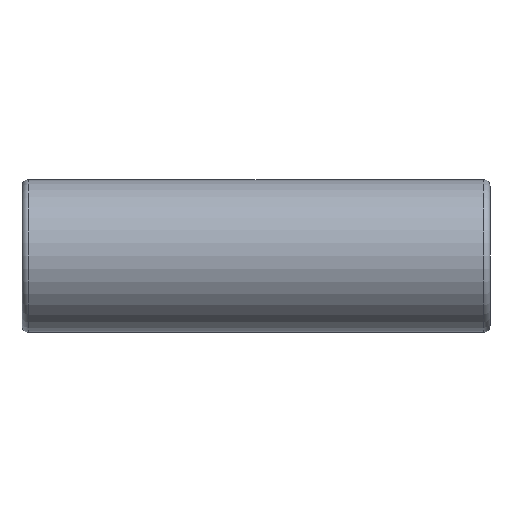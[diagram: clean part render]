
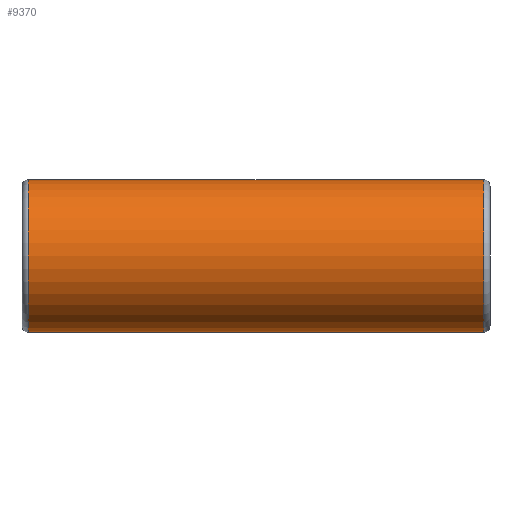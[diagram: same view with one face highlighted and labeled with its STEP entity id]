
A CAD part, front view. The second image highlights one B-rep face of the part: STEP entity #9370.
In plain terms, the highlighted cylindrical face has radius 37.973 mm (diameter 75.946 mm), a full revolution.
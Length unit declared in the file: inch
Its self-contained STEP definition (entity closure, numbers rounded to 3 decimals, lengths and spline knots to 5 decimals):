
#120=CYLINDRICAL_SURFACE('',#10017,1.495);
#339=CIRCLE('',#10018,1.495);
#340=CIRCLE('',#10019,1.495);
#341=CIRCLE('',#10020,1.495);
#342=CIRCLE('',#10021,1.495);
#343=CIRCLE('',#10022,1.495);
#344=CIRCLE('',#10023,1.495);
#384=ELLIPSE('',#10013,2.20441,1.495);
#386=ELLIPSE('',#10024,2.20441,1.495);
#433=FACE_BOUND('',#1803,.T.);
#1251=FACE_OUTER_BOUND('',#1802,.T.);
#1802=EDGE_LOOP('',(#8487,#8488,#8489,#8490,#8491,#8492,#8493,#8494));
#1803=EDGE_LOOP('',(#8495,#8496,#8497,#8498));
#2671=LINE('',#16360,#3559);
#2704=LINE('',#17405,#3592);
#2705=LINE('',#17411,#3593);
#3559=VECTOR('',#11824,0.3937);
#3592=VECTOR('',#12169,1.495);
#3593=VECTOR('',#12176,0.3937);
#4372=VERTEX_POINT('',#16357);
#4373=VERTEX_POINT('',#16359);
#4478=VERTEX_POINT('',#17322);
#4479=VERTEX_POINT('',#17390);
#4480=VERTEX_POINT('',#17398);
#4481=VERTEX_POINT('',#17399);
#4482=VERTEX_POINT('',#17401);
#4483=VERTEX_POINT('',#17404);
#4484=VERTEX_POINT('',#17406);
#4485=VERTEX_POINT('',#17408);
#5665=EDGE_CURVE('',#4373,#4372,#2671,.T.);
#5828=EDGE_CURVE('',#4479,#4372,#384,.T.);
#5831=EDGE_CURVE('',#4480,#4481,#339,.T.);
#5832=EDGE_CURVE('',#4482,#4480,#340,.T.);
#5833=EDGE_CURVE('',#4481,#4482,#341,.T.);
#5834=EDGE_CURVE('',#4481,#4483,#2704,.T.);
#5835=EDGE_CURVE('',#4484,#4483,#342,.T.);
#5836=EDGE_CURVE('',#4485,#4484,#343,.T.);
#5837=EDGE_CURVE('',#4483,#4485,#344,.T.);
#5838=EDGE_CURVE('',#4479,#4478,#2705,.T.);
#5839=EDGE_CURVE('',#4373,#4478,#386,.T.);
#8487=ORIENTED_EDGE('',*,*,#5831,.F.);
#8488=ORIENTED_EDGE('',*,*,#5832,.F.);
#8489=ORIENTED_EDGE('',*,*,#5833,.F.);
#8490=ORIENTED_EDGE('',*,*,#5834,.T.);
#8491=ORIENTED_EDGE('',*,*,#5835,.F.);
#8492=ORIENTED_EDGE('',*,*,#5836,.F.);
#8493=ORIENTED_EDGE('',*,*,#5837,.F.);
#8494=ORIENTED_EDGE('',*,*,#5834,.F.);
#8495=ORIENTED_EDGE('',*,*,#5828,.F.);
#8496=ORIENTED_EDGE('',*,*,#5838,.T.);
#8497=ORIENTED_EDGE('',*,*,#5839,.F.);
#8498=ORIENTED_EDGE('',*,*,#5665,.T.);
#9370=ADVANCED_FACE('',(#1251,#433),#120,.T.);
#10013=AXIS2_PLACEMENT_3D('',#17392,#12152,#12153);
#10017=AXIS2_PLACEMENT_3D('',#17397,#12161,#12162);
#10018=AXIS2_PLACEMENT_3D('',#17400,#12163,#12164);
#10019=AXIS2_PLACEMENT_3D('',#17402,#12165,#12166);
#10020=AXIS2_PLACEMENT_3D('',#17403,#12167,#12168);
#10021=AXIS2_PLACEMENT_3D('',#17407,#12170,#12171);
#10022=AXIS2_PLACEMENT_3D('',#17409,#12172,#12173);
#10023=AXIS2_PLACEMENT_3D('',#17410,#12174,#12175);
#10024=AXIS2_PLACEMENT_3D('',#17412,#12177,#12178);
#11824=DIRECTION('',(1.,0.,0.));
#12152=DIRECTION('center_axis',(-0.678,0.735,0.));
#12153=DIRECTION('ref_axis',(0.735,0.678,0.));
#12161=DIRECTION('center_axis',(-1.,0.,0.));
#12162=DIRECTION('ref_axis',(0.,1.,0.));
#12163=DIRECTION('center_axis',(-1.,0.,0.));
#12164=DIRECTION('ref_axis',(0.,-1.,0.));
#12165=DIRECTION('center_axis',(-1.,0.,0.));
#12166=DIRECTION('ref_axis',(0.,-1.,0.));
#12167=DIRECTION('center_axis',(-1.,0.,0.));
#12168=DIRECTION('ref_axis',(0.,-1.,0.));
#12169=DIRECTION('',(1.,0.,0.));
#12170=DIRECTION('center_axis',(1.,0.,0.));
#12171=DIRECTION('ref_axis',(0.,-1.,0.));
#12172=DIRECTION('center_axis',(1.,0.,0.));
#12173=DIRECTION('ref_axis',(0.,-1.,0.));
#12174=DIRECTION('center_axis',(1.,0.,0.));
#12175=DIRECTION('ref_axis',(0.,-1.,0.));
#12176=DIRECTION('',(-1.,0.,0.));
#12177=DIRECTION('center_axis',(0.678,0.735,0.));
#12178=DIRECTION('ref_axis',(-0.735,0.678,0.));
#16357=CARTESIAN_POINT('',(2.63,0.,-1.495));
#16359=CARTESIAN_POINT('',(-2.63,0.,-1.495));
#16360=CARTESIAN_POINT('',(-1.315,0.,-1.495));
#17322=CARTESIAN_POINT('',(-2.63,0.,1.495));
#17390=CARTESIAN_POINT('',(2.63,0.,1.495));
#17392=CARTESIAN_POINT('Origin',(2.63,0.,0.));
#17397=CARTESIAN_POINT('Origin',(4.58,0.,0.));
#17398=CARTESIAN_POINT('',(-4.455,1.495,0.));
#17399=CARTESIAN_POINT('',(-4.455,-1.495,0.));
#17400=CARTESIAN_POINT('Origin',(-4.455,0.,0.));
#17401=CARTESIAN_POINT('',(-4.455,0.,1.495));
#17402=CARTESIAN_POINT('Origin',(-4.455,0.,0.));
#17403=CARTESIAN_POINT('Origin',(-4.455,0.,0.));
#17404=CARTESIAN_POINT('',(4.455,-1.495,0.));
#17405=CARTESIAN_POINT('',(4.58,-1.495,0.));
#17406=CARTESIAN_POINT('',(4.455,0.,1.495));
#17407=CARTESIAN_POINT('Origin',(4.455,0.,0.));
#17408=CARTESIAN_POINT('',(4.455,1.495,0.));
#17409=CARTESIAN_POINT('Origin',(4.455,0.,0.));
#17410=CARTESIAN_POINT('Origin',(4.455,0.,0.));
#17411=CARTESIAN_POINT('',(1.315,0.,1.495));
#17412=CARTESIAN_POINT('Origin',(-2.63,0.,0.));
